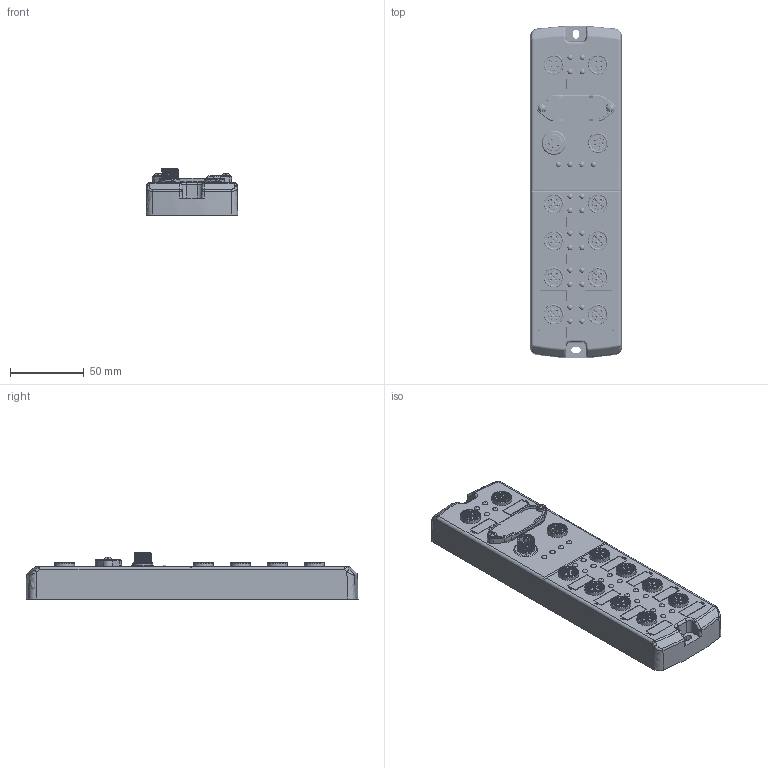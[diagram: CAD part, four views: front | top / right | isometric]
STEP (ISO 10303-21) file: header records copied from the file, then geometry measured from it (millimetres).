
FILE_DESCRIPTION(/* description */ (''),/* implementation_level */ '2;1');
FILE_NAME(/* name */ '',/* time_stamp */ '2023-12-07T18:26:52+08:00',/* author */ (''),/* organization */ (''),/* preprocessor_version */ 'ST-DEVELOPER v14',/* originating_system */ 'SIEMENS PLM Software NX 8.0',/* authorisation */ '');
FILE_SCHEMA (('AUTOMOTIVE_DESIGN { 1 0 10303 214 3 1 1 1 }'));
Length unit declared in the file: millimetre
Products named in the file (1): Admi319C8A23agm4
Bounding box: 62.18 x 224.7 x 31.16 mm (x, y, z)
Volume: 2632.3 mm3; surface area: 62142.8 mm2
Topology: 4 solids, 5 shells, 2463 faces, 6846 edges, 4436 vertices
Faces by surface type: plane 1144, cylinder 478, cone 361, extrusion 267, bspline 130, sphere 48, torus 35
Full cylindrical faces by diameter (mm): 1.1 x48, 1.5 x57, 1.501 x1, 1.6 x1, 1.8 x4, 2 x48, 2.1 x51, 2.14 x4, 4 x3, 5.2 x2, 9 x1, 9.6 x4, 11 x88, 11.7 x7
Entity records: 106721 total; most frequent: CARTESIAN_POINT 43915, ORIENTED_EDGE 11330, DIRECTION 10384, EDGE_CURVE 5665, VERTEX_POINT 3905, AXIS2_PLACEMENT_3D 3666, EDGE_LOOP 3132, VECTOR 3052
